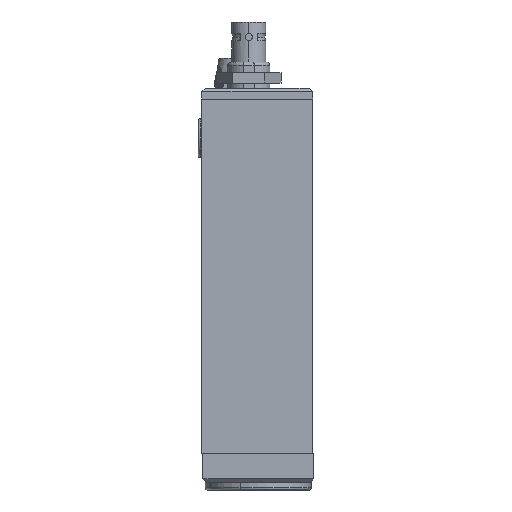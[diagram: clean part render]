
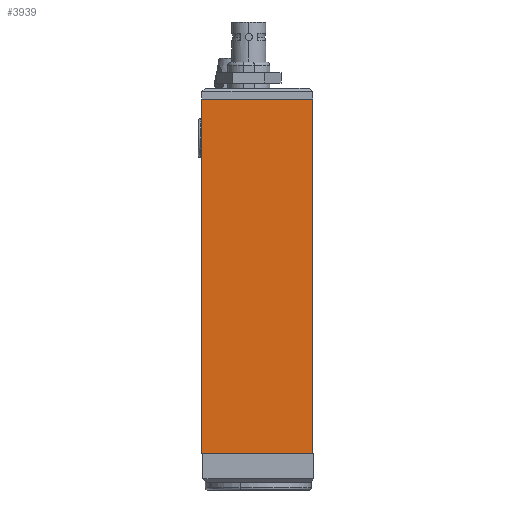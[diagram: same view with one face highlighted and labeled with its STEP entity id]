
A CAD part, front view. The second image highlights one B-rep face of the part: STEP entity #3939.
In plain terms, the highlighted planar face has unit normal (0, -1, 0).
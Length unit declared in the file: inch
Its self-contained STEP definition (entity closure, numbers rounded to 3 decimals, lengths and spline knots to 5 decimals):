
#1207 = LINE ( 'NONE', #16962, #54724 ) ;
#2001 = VERTEX_POINT ( 'NONE', #22952 ) ;
#3062 = FACE_OUTER_BOUND ( 'NONE', #21553, .T. ) ;
#3741 = EDGE_CURVE ( 'NONE', #50049, #53100, #37963, .T. ) ;
#3939 = ADVANCED_FACE ( 'NONE', ( #3062 ), #55908, .F. ) ;
#8775 = VECTOR ( 'NONE', #47977, 39.37008 ) ;
#9626 = VECTOR ( 'NONE', #29997, 39.37008 ) ;
#11360 = VECTOR ( 'NONE', #18868, 39.37008 ) ;
#13268 = ORIENTED_EDGE ( 'NONE', *, *, #3741, .T. ) ;
#16962 = CARTESIAN_POINT ( 'NONE',  ( 3.07812, 2.20629, 4.95402 ) ) ;
#18868 = DIRECTION ( 'NONE',  ( 1., 0., 0. ) ) ;
#21522 = CARTESIAN_POINT ( 'NONE',  ( 3.07812, 2.20629, 4.95402 ) ) ;
#21553 = EDGE_LOOP ( 'NONE', ( #23357, #62231, #52102, #13268 ) ) ;
#22812 = CARTESIAN_POINT ( 'NONE',  ( 3.07812, 2.20629, 4.95402 ) ) ;
#22952 = CARTESIAN_POINT ( 'NONE',  ( 3.07812, 2.20629, 0.95402 ) ) ;
#23321 = LINE ( 'NONE', #24558, #9626 ) ;
#23357 = ORIENTED_EDGE ( 'NONE', *, *, #24829, .T. ) ;
#24558 = CARTESIAN_POINT ( 'NONE',  ( 3.07812, 2.20629, 4.95402 ) ) ;
#24829 = EDGE_CURVE ( 'NONE', #53100, #2001, #66565, .T. ) ;
#27336 = DIRECTION ( 'NONE',  ( 0., 0., -1. ) ) ;
#29301 = AXIS2_PLACEMENT_3D ( 'NONE', #22812, #44481, #50746 ) ;
#29997 = DIRECTION ( 'NONE',  ( 1., 0., 0. ) ) ;
#30117 = VERTEX_POINT ( 'NONE', #21522 ) ;
#34212 = CARTESIAN_POINT ( 'NONE',  ( 1.82812, 2.20629, 4.95402 ) ) ;
#37963 = LINE ( 'NONE', #44188, #8775 ) ;
#44188 = CARTESIAN_POINT ( 'NONE',  ( 1.82812, 2.20629, 4.95402 ) ) ;
#44481 = DIRECTION ( 'NONE',  ( 0., 1., 0. ) ) ;
#44696 = CARTESIAN_POINT ( 'NONE',  ( 3.07812, 2.20629, 0.95402 ) ) ;
#47111 = CARTESIAN_POINT ( 'NONE',  ( 1.82812, 2.20629, 0.95402 ) ) ;
#47977 = DIRECTION ( 'NONE',  ( 0., 0., -1. ) ) ;
#50049 = VERTEX_POINT ( 'NONE', #34212 ) ;
#50746 = DIRECTION ( 'NONE',  ( 0., 0., -1. ) ) ;
#52102 = ORIENTED_EDGE ( 'NONE', *, *, #59184, .F. ) ;
#53100 = VERTEX_POINT ( 'NONE', #47111 ) ;
#54724 = VECTOR ( 'NONE', #27336, 39.37008 ) ;
#55060 = EDGE_CURVE ( 'NONE', #30117, #2001, #1207, .T. ) ;
#55908 = PLANE ( 'NONE',  #29301 ) ;
#59184 = EDGE_CURVE ( 'NONE', #50049, #30117, #23321, .T. ) ;
#62231 = ORIENTED_EDGE ( 'NONE', *, *, #55060, .F. ) ;
#66565 = LINE ( 'NONE', #44696, #11360 ) ;
